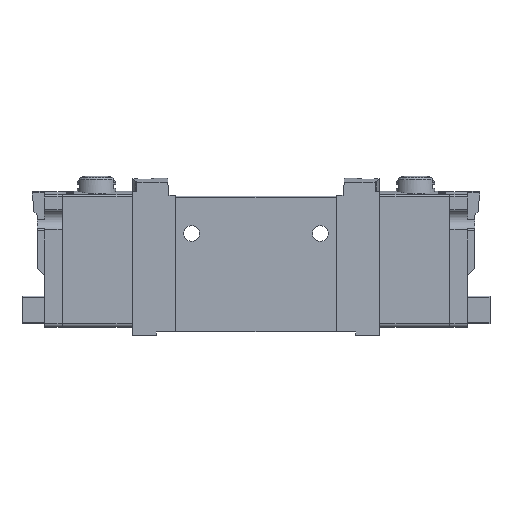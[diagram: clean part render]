
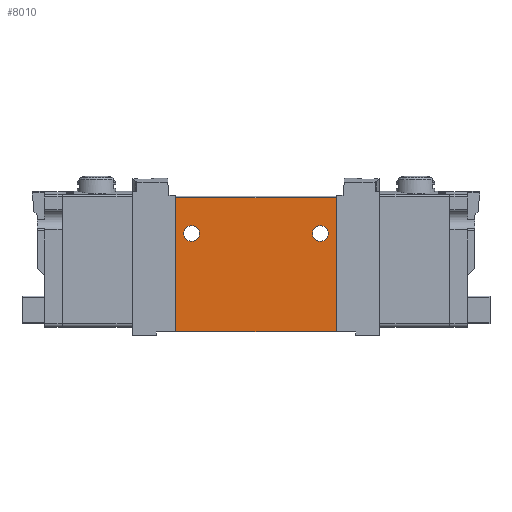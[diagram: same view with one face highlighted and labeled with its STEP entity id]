
A CAD part, top view. The second image highlights one B-rep face of the part: STEP entity #8010.
In plain terms, the highlighted planar face has unit normal (0, 0, 1).
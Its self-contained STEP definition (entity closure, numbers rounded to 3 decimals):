
#138=FACE_BOUND('',#1337,.T.);
#139=FACE_BOUND('',#1338,.T.);
#324=CIRCLE('',#8702,1.65);
#326=CIRCLE('',#8705,1.65);
#822=FACE_OUTER_BOUND('',#1336,.T.);
#1336=EDGE_LOOP('',(#6679,#6680,#6681,#6682));
#1337=EDGE_LOOP('',(#6683));
#1338=EDGE_LOOP('',(#6684));
#1872=LINE('',#12616,#2708);
#1920=LINE('',#12856,#2756);
#2026=LINE('',#13182,#2862);
#2030=LINE('',#13190,#2866);
#2708=VECTOR('',#10041,10.);
#2756=VECTOR('',#10171,10.);
#2862=VECTOR('',#10519,10.);
#2866=VECTOR('',#10531,10.);
#3551=VERTEX_POINT('',#12613);
#3552=VERTEX_POINT('',#12615);
#3606=VERTEX_POINT('',#12853);
#3607=VERTEX_POINT('',#12855);
#3704=VERTEX_POINT('',#13173);
#3706=VERTEX_POINT('',#13178);
#4506=EDGE_CURVE('',#3552,#3551,#1872,.T.);
#4583=EDGE_CURVE('',#3607,#3606,#1920,.T.);
#4728=EDGE_CURVE('',#3704,#3704,#324,.T.);
#4730=EDGE_CURVE('',#3706,#3706,#326,.T.);
#4732=EDGE_CURVE('',#3606,#3552,#2026,.T.);
#4736=EDGE_CURVE('',#3551,#3607,#2030,.T.);
#6679=ORIENTED_EDGE('',*,*,#4583,.T.);
#6680=ORIENTED_EDGE('',*,*,#4732,.T.);
#6681=ORIENTED_EDGE('',*,*,#4506,.T.);
#6682=ORIENTED_EDGE('',*,*,#4736,.T.);
#6683=ORIENTED_EDGE('',*,*,#4728,.T.);
#6684=ORIENTED_EDGE('',*,*,#4730,.T.);
#7603=PLANE('',#8711);
#8010=ADVANCED_FACE('',(#822,#138,#139),#7603,.T.);
#8702=AXIS2_PLACEMENT_3D('',#13174,#10508,#10509);
#8705=AXIS2_PLACEMENT_3D('',#13179,#10514,#10515);
#8711=AXIS2_PLACEMENT_3D('',#13191,#10532,#10533);
#10041=DIRECTION('',(0.,-1.,0.));
#10171=DIRECTION('',(0.,1.,0.));
#10508=DIRECTION('center_axis',(0.,0.,-1.));
#10509=DIRECTION('ref_axis',(-1.,0.,0.));
#10514=DIRECTION('center_axis',(0.,0.,-1.));
#10515=DIRECTION('ref_axis',(-1.,0.,0.));
#10519=DIRECTION('',(-1.,0.,0.));
#10531=DIRECTION('',(1.,0.,0.));
#10532=DIRECTION('center_axis',(0.,0.,1.));
#10533=DIRECTION('ref_axis',(1.,0.,0.));
#12613=CARTESIAN_POINT('',(-16.9,0.,5.125));
#12615=CARTESIAN_POINT('',(-16.9,28.15,5.125));
#12616=CARTESIAN_POINT('',(-16.9,28.15,5.125));
#12853=CARTESIAN_POINT('',(16.9,28.15,5.125));
#12855=CARTESIAN_POINT('',(16.9,0.,5.125));
#12856=CARTESIAN_POINT('',(16.9,28.15,5.125));
#13173=CARTESIAN_POINT('',(15.15,20.65,5.125));
#13174=CARTESIAN_POINT('Origin',(13.5,20.65,5.125));
#13178=CARTESIAN_POINT('',(-11.85,20.65,5.125));
#13179=CARTESIAN_POINT('Origin',(-13.5,20.65,5.125));
#13182=CARTESIAN_POINT('',(0.,28.15,5.125));
#13190=CARTESIAN_POINT('',(0.,0.,5.125));
#13191=CARTESIAN_POINT('Origin',(0.,0.,5.125));
